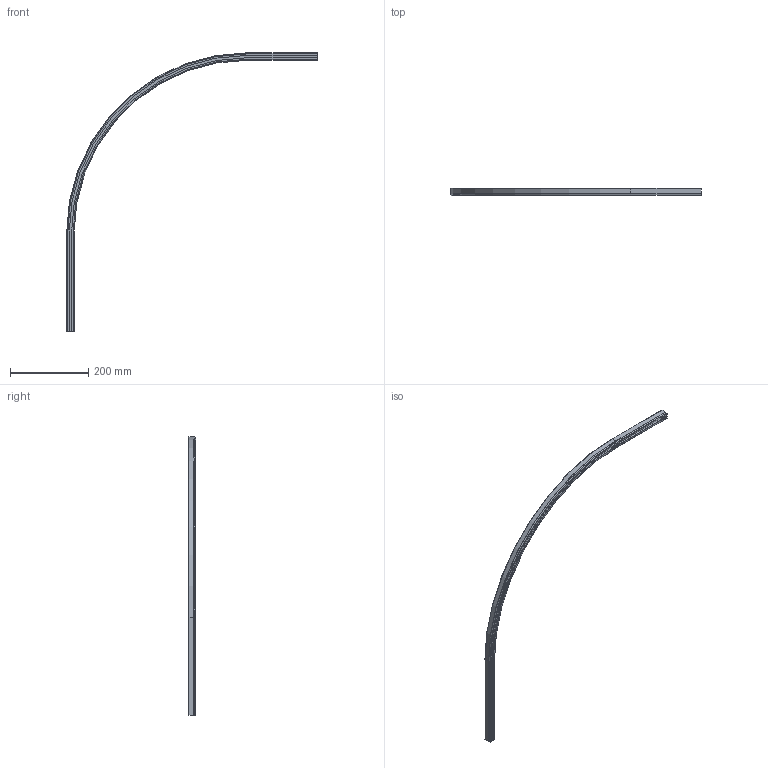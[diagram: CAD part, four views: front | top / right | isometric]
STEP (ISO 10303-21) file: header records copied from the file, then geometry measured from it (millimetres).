
FILE_DESCRIPTION(/* description */ (''),/* implementation_level */ '2;1');
FILE_NAME(/* name */ '9001 AC 450.stp',/* time_stamp */ '2019-09-09T09:13:12+02:00',/* author */ ('DBARI'),/* organization */ (''),/* preprocessor_version */ 'ST-DEVELOPER v17.2',/* originating_system */ 'Autodesk Inventor 2019',/* authorisation */ '');
FILE_SCHEMA (('AUTOMOTIVE_DESIGN { 1 0 10303 214 3 1 1 }'));
Length unit declared in the file: millimetre
Products named in the file (1): 9001 AC 450
Bounding box: 639.5 x 19 x 709.5 mm (x, y, z)
Volume: 83931.9 mm3; surface area: 142810.4 mm2
Topology: 1 solids, 1 shells, 71 faces, 177 edges, 108 vertices
Faces by surface type: cylinder 28, plane 28, torus 11, cone 4
Entity records: 2143 total; most frequent: DIRECTION 392, CARTESIAN_POINT 357, ORIENTED_EDGE 354, EDGE_CURVE 177, AXIS2_PLACEMENT_3D 143, VERTEX_POINT 108, LINE 106, VECTOR 106
